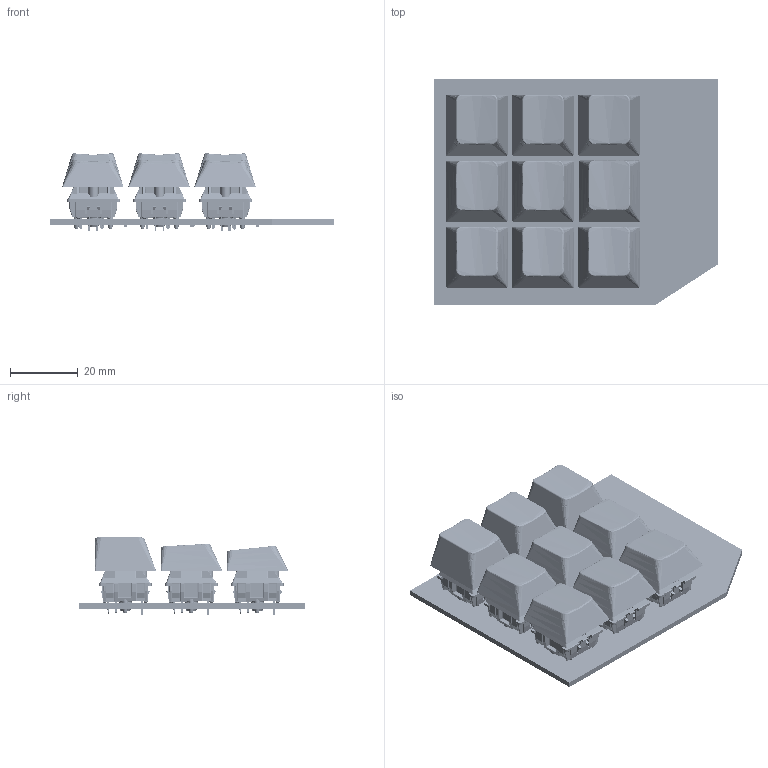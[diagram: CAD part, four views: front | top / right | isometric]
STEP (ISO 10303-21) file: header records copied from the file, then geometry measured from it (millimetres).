
FILE_DESCRIPTION(('KiCad electronic assembly'),'2;1');
FILE_NAME('macropad.step','2024-10-21T22:32:21',('Pcbnew'),('Kicad'), 'Open CASCADE STEP processor 7.8','KiCad to STEP converter','Unknown' );
FILE_SCHEMA(('AUTOMOTIVE_DESIGN { 1 0 10303 214 1 1 1 1 }'));
Length unit declared in the file: millimetre
Products named in the file (12): macropad 1; MX; MX °´¼ü_¨¹_¡§1; r3_100; r2_100; r1_100; D_SOD-523; D_SOD_523; macropad_schematic_PCB
Assembly tree (33 placements, depth 3):
  macropad 1
    MX  x9
      MX °´¼ü_¨¹_¡§1
    r3_100  x3
      r3_100
    r2_100  x3
      r2_100
    r1_100  x3
      r1_100
    D_SOD-523  x9
      D_SOD_523
    macropad_schematic_PCB
Bounding box: 84 x 66.5 x 22.85 mm (x, y, z)
Volume: 27228.3 mm3; surface area: 49387.1 mm2
Topology: 109 solids, 109 shells, 14842 faces, 35529 edges, 20014 vertices
Faces by surface type: cylinder 6207, plane 4549, torus 1884, sphere 1017, bspline 753, revolution 342, cone 90
Full cylindrical faces by diameter (mm): 1.5 x18, 1.7 x18, 4 x9
Entity records: 55601 total; most frequent: CARTESIAN_POINT 14364, DIRECTION 8743, ORIENTED_EDGE 8420, EDGE_CURVE 4210, AXIS2_PLACEMENT_3D 3237, VERTEX_POINT 2458, LINE 2231, VECTOR 2231
